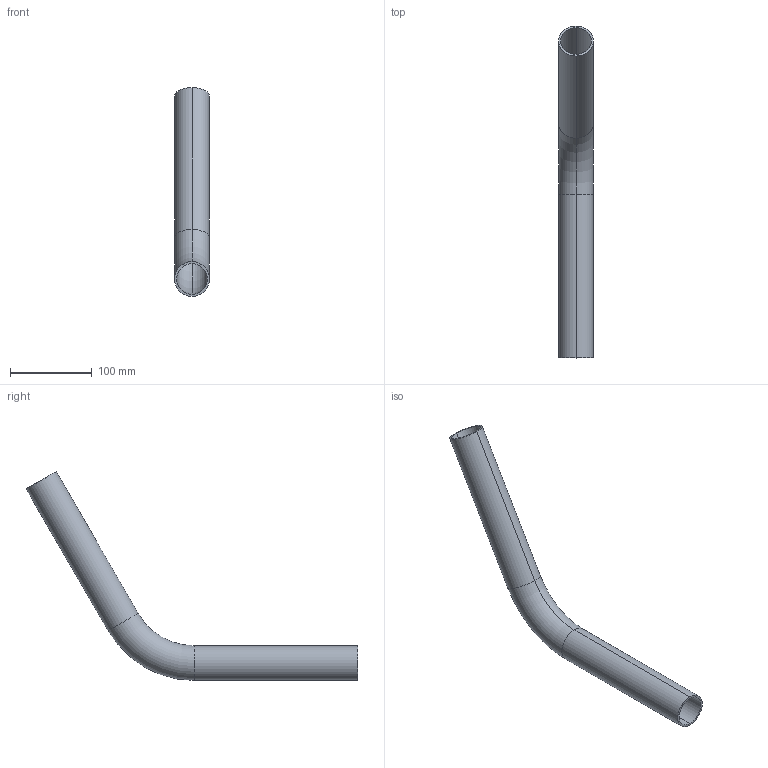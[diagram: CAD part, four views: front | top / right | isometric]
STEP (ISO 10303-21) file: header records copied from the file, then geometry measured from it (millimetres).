
FILE_DESCRIPTION (( 'STEP AP203' ), '1' );
FILE_NAME ('55140-060.STEP', '2016-12-06T10:49:02', ( '' ), ( '' ), 'SwSTEP 2.0', 'SolidWorks 2015', '' );
FILE_SCHEMA (( 'CONFIG_CONTROL_DESIGN' ));
Length unit declared in the file: millimetre
Products named in the file (1): 55140-060
Bounding box: 42.4 x 404.96 x 255.01 mm (x, y, z)
Volume: 158165.4 mm3; surface area: 127169.2 mm2
Topology: 1 solids, 1 shells, 231 faces, 604 edges, 400 vertices
Faces by surface type: bspline 100, plane 94, cylinder 33, torus 4
Entity records: 11467 total; most frequent: CARTESIAN_POINT 6840, ORIENTED_EDGE 1208, EDGE_CURVE 604, DIRECTION 504, VERTEX_POINT 400, B_SPLINE_CURVE_WITH_KNOTS 280, EDGE_LOOP 258, ADVANCED_FACE 231
